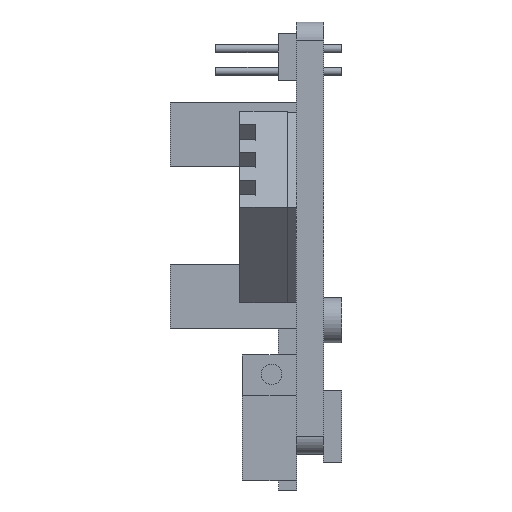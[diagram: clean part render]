
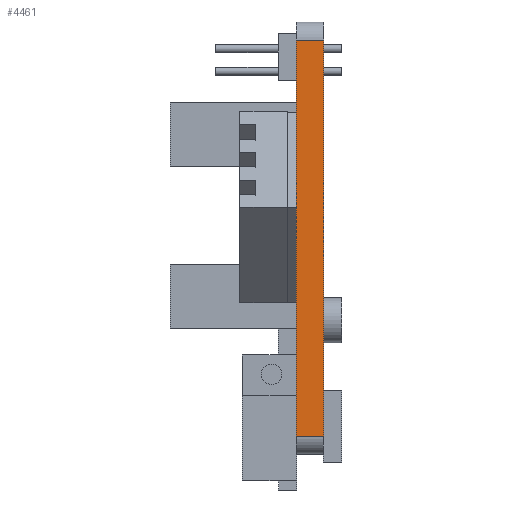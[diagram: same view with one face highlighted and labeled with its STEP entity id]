
A CAD part, left-side view. The second image highlights one B-rep face of the part: STEP entity #4461.
In plain terms, the highlighted planar face has unit normal (-1, 0, 0).
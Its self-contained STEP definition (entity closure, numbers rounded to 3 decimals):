
#203 = CARTESIAN_POINT ( 'NONE',  ( -29.123, 3., -21.731 ) ) ;
#678 = LINE ( 'NONE', #6406, #5464 ) ;
#882 = EDGE_CURVE ( 'NONE', #1006, #7614, #678, .T. ) ;
#899 = VECTOR ( 'NONE', #4564, 1000. ) ;
#929 = ORIENTED_EDGE ( 'NONE', *, *, #7656, .T. ) ;
#946 = CARTESIAN_POINT ( 'NONE',  ( -29.123, 0., -21.731 ) ) ;
#1006 = VERTEX_POINT ( 'NONE', #7942 ) ;
#1129 = FACE_OUTER_BOUND ( 'NONE', #1196, .T. ) ;
#1196 = EDGE_LOOP ( 'NONE', ( #8770, #9160, #1252, #929 ) ) ;
#1252 = ORIENTED_EDGE ( 'NONE', *, *, #2466, .T. ) ;
#2097 = EDGE_CURVE ( 'NONE', #6323, #7614, #3858, .T. ) ;
#2299 = CARTESIAN_POINT ( 'NONE',  ( -29.123, 3., -19.731 ) ) ;
#2457 = CARTESIAN_POINT ( 'NONE',  ( -29.123, 3., -21.731 ) ) ;
#2466 = EDGE_CURVE ( 'NONE', #6323, #5794, #8821, .T. ) ;
#2499 = PLANE ( 'NONE',  #9105 ) ;
#3082 = VECTOR ( 'NONE', #6866, 1000. ) ;
#3858 = LINE ( 'NONE', #203, #6954 ) ;
#4461 = ADVANCED_FACE ( 'NONE', ( #1129 ), #2499, .F. ) ;
#4564 = DIRECTION ( 'NONE',  ( 0., 0., 1. ) ) ;
#4565 = DIRECTION ( 'NONE',  ( 0., 0., -1. ) ) ;
#5127 = CARTESIAN_POINT ( 'NONE',  ( -29.123, 3., -19.731 ) ) ;
#5176 = CARTESIAN_POINT ( 'NONE',  ( -29.123, 3., 24.269 ) ) ;
#5277 = DIRECTION ( 'NONE',  ( 1., 0., 0. ) ) ;
#5464 = VECTOR ( 'NONE', #7658, 1000. ) ;
#5794 = VERTEX_POINT ( 'NONE', #7911 ) ;
#6323 = VERTEX_POINT ( 'NONE', #5127 ) ;
#6406 = CARTESIAN_POINT ( 'NONE',  ( -29.123, 3., 24.269 ) ) ;
#6708 = DIRECTION ( 'NONE',  ( 0., 0., 1. ) ) ;
#6801 = LINE ( 'NONE', #946, #899 ) ;
#6866 = DIRECTION ( 'NONE',  ( 0., -1., 0. ) ) ;
#6954 = VECTOR ( 'NONE', #6708, 1000. ) ;
#7614 = VERTEX_POINT ( 'NONE', #5176 ) ;
#7656 = EDGE_CURVE ( 'NONE', #5794, #1006, #6801, .T. ) ;
#7658 = DIRECTION ( 'NONE',  ( 0., 1., 0. ) ) ;
#7911 = CARTESIAN_POINT ( 'NONE',  ( -29.123, 0., -19.731 ) ) ;
#7942 = CARTESIAN_POINT ( 'NONE',  ( -29.123, 0., 24.269 ) ) ;
#8770 = ORIENTED_EDGE ( 'NONE', *, *, #882, .T. ) ;
#8821 = LINE ( 'NONE', #2299, #3082 ) ;
#9105 = AXIS2_PLACEMENT_3D ( 'NONE', #2457, #5277, #4565 ) ;
#9160 = ORIENTED_EDGE ( 'NONE', *, *, #2097, .F. ) ;
